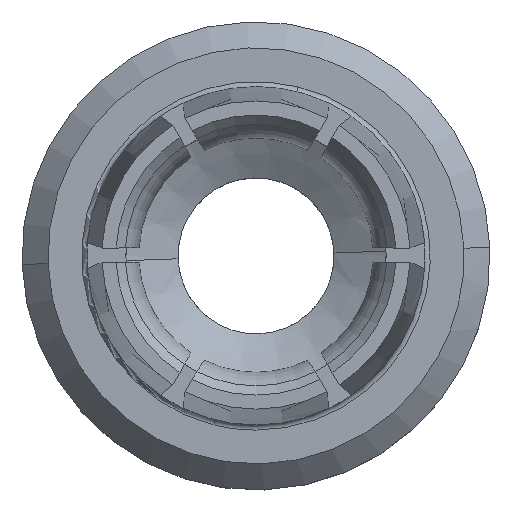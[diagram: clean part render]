
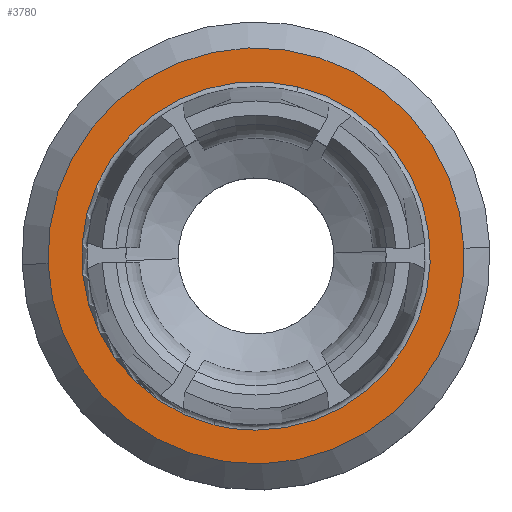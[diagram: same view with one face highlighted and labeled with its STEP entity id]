
A CAD part, top view. The second image highlights one B-rep face of the part: STEP entity #3780.
In plain terms, the highlighted face is planar.
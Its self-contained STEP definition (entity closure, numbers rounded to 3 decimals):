
#60=CARTESIAN_POINT('',(35.922,66.057,-11.464));
#70=DIRECTION('',(0.,-1.,0.));
#80=DIRECTION('',(-0.961,0.,
-0.276));
#90=AXIS2_PLACEMENT_3D('',#60,#70,#80);
#100=CIRCLE('',#90,8.);
#110=CARTESIAN_POINT('',(28.195,66.057,-9.393));
#120=VERTEX_POINT('',#110);
#130=CARTESIAN_POINT('',(28.234,66.057,-13.675));
#140=VERTEX_POINT('',#130);
#150=EDGE_CURVE('',#120,#140,#100,.T.);
#380=CARTESIAN_POINT('',(43.61,66.057,-9.252));
#390=VERTEX_POINT('',#380);
#420=EDGE_CURVE('',#390,#120,#100,.T.);
#2260=CARTESIAN_POINT('',(35.922,66.057,-18.164));
#2270=VERTEX_POINT('',#2260);
#2300=CARTESIAN_POINT('',(35.922,66.057,-11.464));
#2310=DIRECTION('',(0.,-1.,0.));
#2320=DIRECTION('',(0.,0.,1.));
#2330=AXIS2_PLACEMENT_3D('',#2300,#2310,#2320);
#2340=CIRCLE('',#2330,6.7);
#2350=CARTESIAN_POINT('',(34.308,66.057,-4.961))
;
#2360=VERTEX_POINT('',#2350);
#2370=EDGE_CURVE('',#2360,#2270,#2340,.T.);
#2390=CARTESIAN_POINT('',(35.922,66.057,-4.764))
;
#2400=VERTEX_POINT('',#2390);
#2410=EDGE_CURVE('',#2400,#2360,#2340,.T.);
#3610=CARTESIAN_POINT('',(27.205,66.057,-6.776))
;
#3620=DIRECTION('',(0.,-1.,0.));
#3630=DIRECTION('',(-0.276,0.,
0.961));
#3640=AXIS2_PLACEMENT_3D('',#3610,#3620,#3630);
#3650=PLANE('',#3640);
#3660=ORIENTED_EDGE('',*,*,#2370,.F.);
#3670=EDGE_CURVE('',#2270,#2400,#2340,.T.);
#3680=ORIENTED_EDGE('',*,*,#3670,.F.);
#3690=ORIENTED_EDGE('',*,*,#2410,.F.);
#3700=EDGE_LOOP('',(#3690,#3680,#3660));
#3710=FACE_BOUND('',#3700,.T.);
#3720=EDGE_CURVE('',#140,#390,#100,.T.);
#3730=ORIENTED_EDGE('',*,*,#3720,.T.);
#3740=ORIENTED_EDGE('',*,*,#150,.T.);
#3750=ORIENTED_EDGE('',*,*,#420,.T.);
#3760=EDGE_LOOP('',(#3750,#3740,#3730));
#3770=FACE_OUTER_BOUND('',#3760,.T.);
#3780=ADVANCED_FACE('',(#3710,#3770),#3650,.T.);
